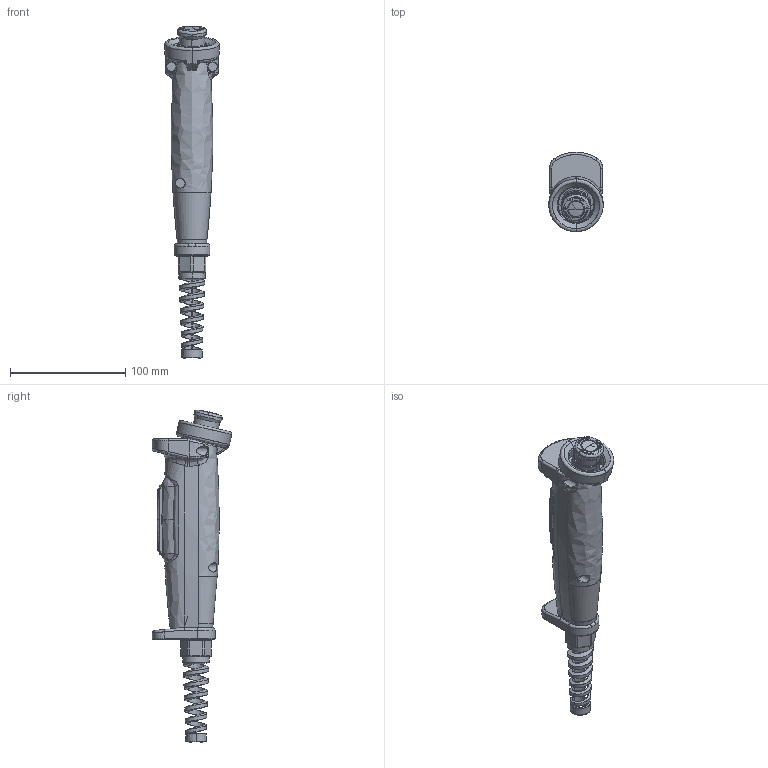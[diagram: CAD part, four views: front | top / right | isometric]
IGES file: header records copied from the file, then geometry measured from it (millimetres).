
Start section: SolidWorks IGES file using analytic representation for surfaces
Global section: file name: OUTSIDE-HE1G-20ME.IGS,15; native system: HSolidWorks 2010; preprocessor: SolidWorks 2010; author: 2606; date: 110721.110327; units: millimetre
Bounding box: 47 x 69.02 x 287.77 mm (x, y, z)
Surface area: 44665.6 mm2 (no closed solid volume)
Topology: 0 solids, 0 shells, 376 faces, 4997 edges, 4987 vertices
Faces by surface type: bspline 241, revolution 135
